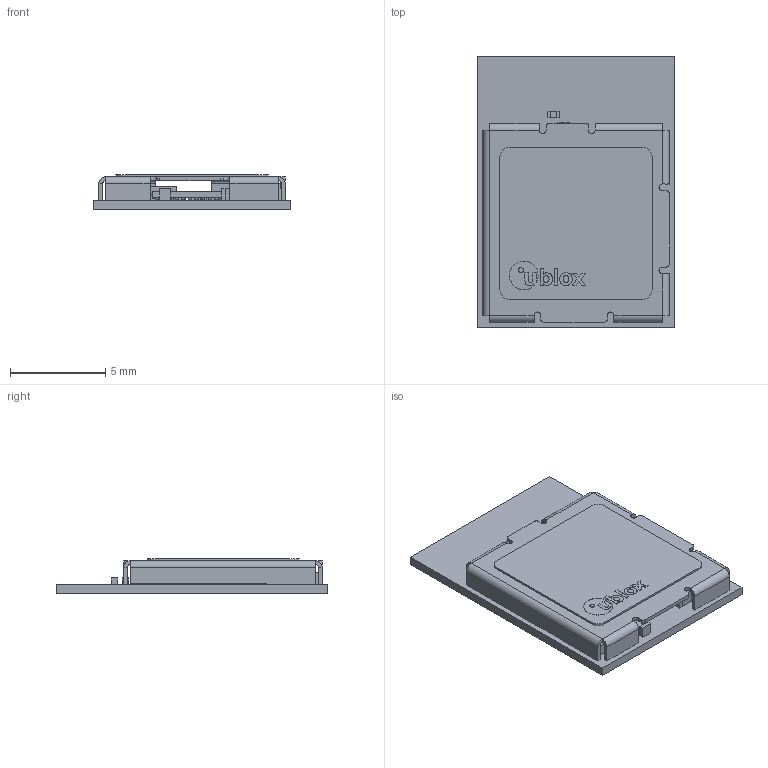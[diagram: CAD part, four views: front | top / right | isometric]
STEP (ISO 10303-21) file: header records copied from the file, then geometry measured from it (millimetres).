
FILE_DESCRIPTION(('Open CASCADE Model'),'2;1');
FILE_NAME('Open CASCADE Shape Model','2023-08-18T16:50:58',('Author'),( 'Open CASCADE'),'Open CASCADE STEP processor 7.5','Open CASCADE 7.5' ,'Unknown');
FILE_SCHEMA(('AUTOMOTIVE_DESIGN { 1 0 10303 214 1 1 1 1 }'));
Length unit declared in the file: millimetre
Products named in the file (97): PCB; Board; Open CASCADE STEP translator 7.5 6.1.1; Z6; 6671553072; Extruded; 6671552352; R2; 6671554112; 6671554272; C8; 6671552672; 6671552912; C7; L6; 6671553312; C31; 6671552512; U1; 6653353232; Open CASCADE STEP translator 6.8 16.1; Body; Open CASCADE STEP translator 6.8 16.2.1; ball; U2; 6653355792; Pins; L10; L9; L8; C34; C33; C32; C30; C29; L2; J1; 6671554832; Z5; R1 ...
Assembly tree (400 placements, depth 5):
  PCB
    Board
      Open CASCADE STEP translator 7.5 6.1.1
    Z6
      6671553072
        Extruded
      6671552352  x2
        Extruded
    R2
      6671554112  x2
        Extruded
      6671554272
        Extruded
    C8
      6671552672
        Extruded
      6671552912  x2
        Extruded
    C7
      6671552672
        Extruded
      6671552912  x2
        Extruded
    L6
      6671553072
        Extruded
      6671553312  x2
        Extruded
    C31
      6671552352  x2
        Extruded
      6671552512
        Extruded
    U1
      6653353232
        Open CASCADE STEP translator 6.8 16.1
        Body
          Open CASCADE STEP translator 6.8 16.2.1
        ball  x132
    U2
      6653355792
        Body
        Pins
    L10
      6671553072
        Extruded
      6671553312  x2
        Extruded
    L9
      6671553072
        Extruded
      6671552352  x2
        Extruded
    L8
      6671553072
        Extruded
      6671553312  x2
        Extruded
    C34
      6671553312  x2
Bounding box: 10.4 x 14.3 x 1.86 mm (x, y, z)
Volume: 120.5 mm3; surface area: 967.2 mm2
Topology: 346 solids, 347 shells, 3232 faces, 8349 edges, 5547 vertices
Faces by surface type: plane 3014, sphere 132, bspline 55, cylinder 31
Full cylindrical faces by diameter (mm): 0.549 x1
Entity records: 17071 total; most frequent: CARTESIAN_POINT 3236, DIRECTION 2548, ORIENTED_EDGE 2033, EDGE_CURVE 1017, AXIS2_PLACEMENT_3D 852, LINE 844, VECTOR 844, VERTEX_POINT 660
